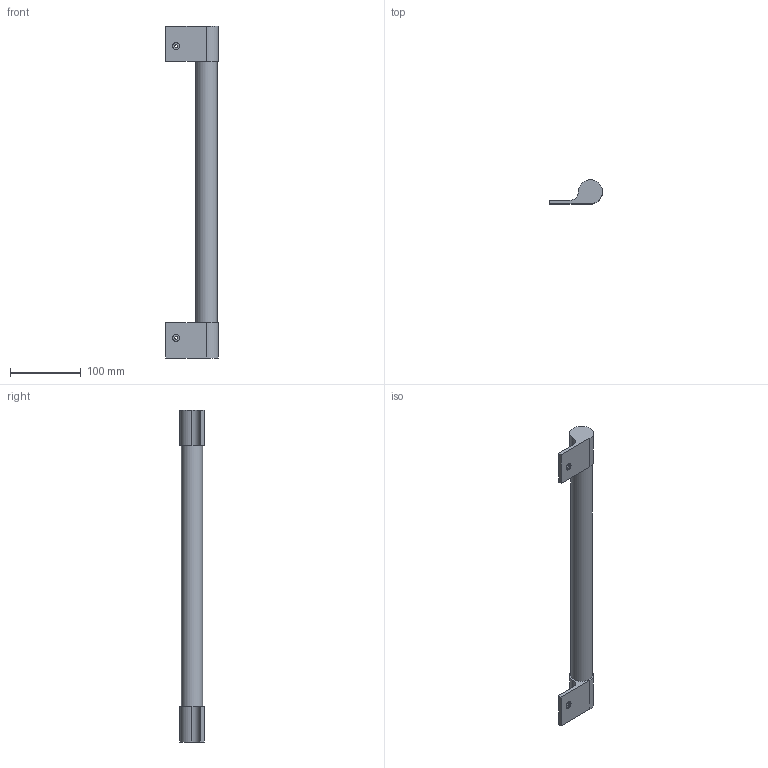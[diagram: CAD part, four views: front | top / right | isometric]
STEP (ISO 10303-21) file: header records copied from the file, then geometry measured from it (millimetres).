
FILE_DESCRIPTION(('STEP AP203'),'1');
FILE_NAME('poignee.step','2019-10-06T17:09:39',(' '),(' '),'Spatial InterOp 3D',' ',' ');
FILE_SCHEMA(('CONFIG_CONTROL_DESIGN'));
Length unit declared in the file: millimetre
Products named in the file (1): 1
Bounding box: 75 x 34 x 470 mm (x, y, z)
Volume: 164239.6 mm3; surface area: 100040.8 mm2
Topology: 3 solids, 3 shells, 28 faces, 56 edges, 38 vertices
Faces by surface type: plane 16, cylinder 12
Full cylindrical faces by diameter (mm): 4 x2, 10 x2, 25.9 x1, 29.9 x3
Entity records: 746 total; most frequent: DIRECTION 132, CARTESIAN_POINT 113, ORIENTED_EDGE 92, AXIS2_PLACEMENT_3D 55, EDGE_LOOP 46, EDGE_CURVE 46, FACE_OUTER_BOUND 36, VERTEX_POINT 36
